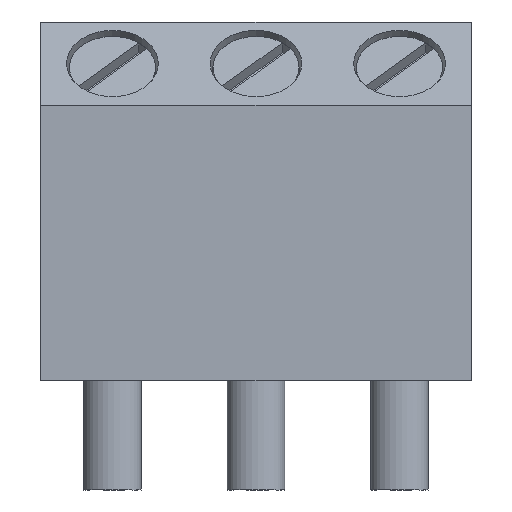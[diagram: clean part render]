
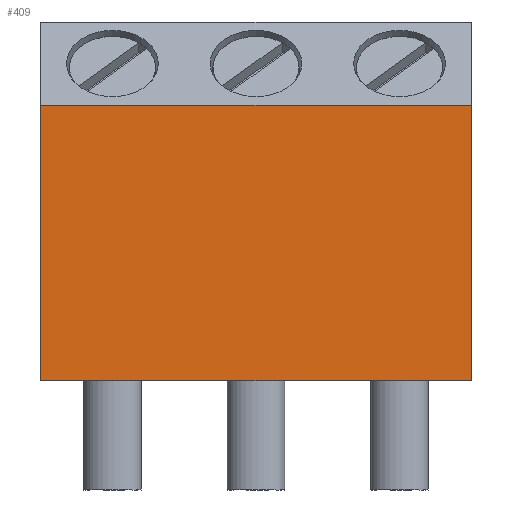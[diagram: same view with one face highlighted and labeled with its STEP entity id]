
A CAD part, front view. The second image highlights one B-rep face of the part: STEP entity #409.
In plain terms, the highlighted planar face has unit normal (0, -1, 0).
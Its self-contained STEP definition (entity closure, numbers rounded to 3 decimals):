
#409=ADVANCED_FACE('',(#1252),#1254,.T.);
#1252=FACE_BOUND('',#1253,.T.);
#1253=EDGE_LOOP('',(#1941,#1942,#1943,#1944));
#1254=PLANE('',#1255);
#1255=AXIS2_PLACEMENT_3D('',#1256,#1257,#1258);
#1256=CARTESIAN_POINT('',(-7.5,-6.25,0.));
#1257=DIRECTION('',(0.,-1.,0.));
#1258=DIRECTION('',(1.,0.,0.));
#1941=ORIENTED_EDGE('',*,*,#2280,.T.);
#1942=ORIENTED_EDGE('',*,*,#2238,.F.);
#1943=ORIENTED_EDGE('',*,*,#2284,.T.);
#1944=ORIENTED_EDGE('',*,*,#2229,.T.);
#2229=EDGE_CURVE('',#2485,#2483,#2486,.T.);
#2238=EDGE_CURVE('',#2498,#2494,#2500,.T.);
#2280=EDGE_CURVE('',#2483,#2494,#2566,.F.);
#2284=EDGE_CURVE('',#2498,#2485,#2573,.T.);
#2483=VERTEX_POINT('',#2951);
#2485=VERTEX_POINT('',#2955);
#2486=LINE('',#2956,#2957);
#2494=VERTEX_POINT('',#2976);
#2498=VERTEX_POINT('',#2984);
#2500=LINE('',#2988,#2989);
#2566=LINE('',#3150,#3151);
#2573=LINE('',#3168,#3169);
#2951=CARTESIAN_POINT('',(7.5,-6.25,9.607));
#2955=CARTESIAN_POINT('',(7.5,-6.25,0.));
#2956=CARTESIAN_POINT('',(7.5,-6.25,0.));
#2957=VECTOR('',#2958,1.);
#2958=DIRECTION('',(0.,0.,1.));
#2976=CARTESIAN_POINT('',(-7.5,-6.25,9.607));
#2984=CARTESIAN_POINT('',(-7.5,-6.25,0.));
#2988=CARTESIAN_POINT('',(-7.5,-6.25,0.));
#2989=VECTOR('',#2990,1.);
#2990=DIRECTION('',(0.,0.,1.));
#3150=CARTESIAN_POINT('',(-7.5,-6.25,9.607));
#3151=VECTOR('',#3152,1.);
#3152=DIRECTION('',(1.,0.,0.));
#3168=CARTESIAN_POINT('',(-7.5,-6.25,0.));
#3169=VECTOR('',#3170,1.);
#3170=DIRECTION('',(1.,0.,0.));
